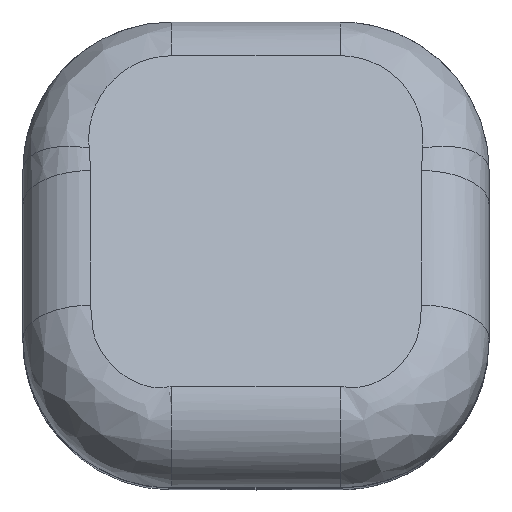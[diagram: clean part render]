
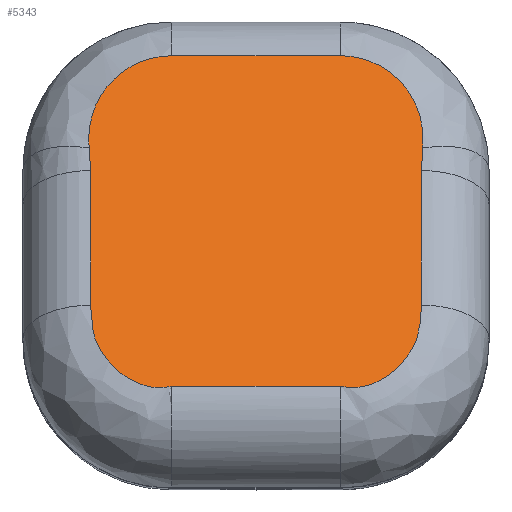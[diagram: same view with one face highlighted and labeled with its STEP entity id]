
A CAD part, top view. The second image highlights one B-rep face of the part: STEP entity #5343.
In plain terms, the highlighted planar face has unit normal (0, 0.5, 0.866).
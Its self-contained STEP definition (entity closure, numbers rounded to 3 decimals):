
#5000 = VERTEX_POINT('',#5001);
#5001 = CARTESIAN_POINT('',(-11.214,26.5,11.802));
#5008 = EDGE_CURVE('',#5000,#5009,#5011,.T.);
#5009 = VERTEX_POINT('',#5010);
#5010 = CARTESIAN_POINT('',(-22.172,14.198,
    18.905));
#5011 = ( BOUNDED_CURVE() B_SPLINE_CURVE(8,(#5012,#5013,#5014,#5015,
    #5016,#5017,#5018,#5019,#5020),.UNSPECIFIED.,.F.,.F.) 
B_SPLINE_CURVE_WITH_KNOTS((9,9),(197.232,225.957),
.PIECEWISE_BEZIER_KNOTS.) CURVE() GEOMETRIC_REPRESENTATION_ITEM() 
RATIONAL_B_SPLINE_CURVE((1.,1.,1.,1.,1.,1.,1.,1.,1.)) 
REPRESENTATION_ITEM('') );
#5012 = CARTESIAN_POINT('',(-11.214,26.5,11.802));
#5013 = CARTESIAN_POINT('',(-13.533,26.5,11.802));
#5014 = CARTESIAN_POINT('',(-15.852,25.942,
    12.124));
#5015 = CARTESIAN_POINT('',(-18.015,24.827,
    12.768));
#5016 = CARTESIAN_POINT('',(-19.863,23.207,
    13.704));
#5017 = CARTESIAN_POINT('',(-21.269,21.186,
    14.871));
#5018 = CARTESIAN_POINT('',(-22.141,18.896,
    16.193));
#5019 = CARTESIAN_POINT('',(-22.43,16.509,
    17.571));
#5020 = CARTESIAN_POINT('',(-22.172,14.198,
    18.905));
#5214 = EDGE_CURVE('',#5009,#5215,#5217,.T.);
#5215 = VERTEX_POINT('',#5216);
#5216 = CARTESIAN_POINT('',(-22.,11.214,20.628));
#5217 = ( BOUNDED_CURVE() B_SPLINE_CURVE(5,(#5218,#5219,#5220,#5221,
#5222,#5223),.UNSPECIFIED.,.F.,.F.) B_SPLINE_CURVE_WITH_KNOTS((6,6),(
225.957,230.759),.PIECEWISE_BEZIER_KNOTS.) CURVE() 
GEOMETRIC_REPRESENTATION_ITEM() RATIONAL_B_SPLINE_CURVE((1.,1.,1.,1.,1.,
1.)) REPRESENTATION_ITEM('') );
#5218 = CARTESIAN_POINT('',(-22.172,14.198,
    18.905));
#5219 = CARTESIAN_POINT('',(-22.103,13.58,
    19.261));
#5220 = CARTESIAN_POINT('',(-22.051,12.979,
    19.609));
#5221 = CARTESIAN_POINT('',(-22.017,12.387,
    19.95));
#5222 = CARTESIAN_POINT('',(-22.,11.801,20.289));
#5223 = CARTESIAN_POINT('',(-22.,11.214,20.628));
#5256 = EDGE_CURVE('',#5215,#5257,#5259,.T.);
#5257 = VERTEX_POINT('',#5258);
#5258 = CARTESIAN_POINT('',(-22.,-6.714,30.978));
#5259 = LINE('',#5260,#5261);
#5260 = CARTESIAN_POINT('',(-22.,11.214,20.628));
#5261 = VECTOR('',#5262,1.);
#5262 = DIRECTION('',(0.,-0.866,0.5));
#5324 = VERTEX_POINT('',#5325);
#5325 = CARTESIAN_POINT('',(11.214,26.5,11.802));
#5331 = EDGE_CURVE('',#5324,#5000,#5332,.T.);
#5332 = LINE('',#5333,#5334);
#5333 = CARTESIAN_POINT('',(11.214,26.5,11.802));
#5334 = VECTOR('',#5335,1.);
#5335 = DIRECTION('',(-1.,0.,0.));
#5343 = ADVANCED_FACE('',(#5344),#5443,.F.);
#5344 = FACE_BOUND('',#5345,.F.);
#5345 = EDGE_LOOP('',(#5346,#5347,#5348,#5349,#5350,#5364,#5375,#5383,
    #5410,#5418));
#5346 = ORIENTED_EDGE('',*,*,#5256,.F.);
#5347 = ORIENTED_EDGE('',*,*,#5214,.F.);
#5348 = ORIENTED_EDGE('',*,*,#5008,.F.);
#5349 = ORIENTED_EDGE('',*,*,#5331,.F.);
#5350 = ORIENTED_EDGE('',*,*,#5351,.F.);
#5351 = EDGE_CURVE('',#5352,#5324,#5354,.T.);
#5352 = VERTEX_POINT('',#5353);
#5353 = CARTESIAN_POINT('',(22.172,14.198,
    18.905));
#5354 = ( BOUNDED_CURVE() B_SPLINE_CURVE(8,(#5355,#5356,#5357,#5358,
    #5359,#5360,#5361,#5362,#5363),.UNSPECIFIED.,.F.,.F.) 
B_SPLINE_CURVE_WITH_KNOTS((9,9),(146.079,174.804),
.PIECEWISE_BEZIER_KNOTS.) CURVE() GEOMETRIC_REPRESENTATION_ITEM() 
RATIONAL_B_SPLINE_CURVE((1.,1.,1.,1.,1.,1.,1.,1.,1.)) 
REPRESENTATION_ITEM('') );
#5355 = CARTESIAN_POINT('',(22.172,14.198,
    18.905));
#5356 = CARTESIAN_POINT('',(22.43,16.509,
    17.571));
#5357 = CARTESIAN_POINT('',(22.141,18.896,
    16.193));
#5358 = CARTESIAN_POINT('',(21.269,21.186,
    14.871));
#5359 = CARTESIAN_POINT('',(19.863,23.207,
    13.704));
#5360 = CARTESIAN_POINT('',(18.015,24.827,
    12.768));
#5361 = CARTESIAN_POINT('',(15.852,25.942,
    12.124));
#5362 = CARTESIAN_POINT('',(13.533,26.5,11.802));
#5363 = CARTESIAN_POINT('',(11.214,26.5,11.802));
#5364 = ORIENTED_EDGE('',*,*,#5365,.F.);
#5365 = EDGE_CURVE('',#5366,#5352,#5368,.T.);
#5366 = VERTEX_POINT('',#5367);
#5367 = CARTESIAN_POINT('',(22.,11.214,20.628));
#5368 = ( BOUNDED_CURVE() B_SPLINE_CURVE(5,(#5369,#5370,#5371,#5372,
#5373,#5374),.UNSPECIFIED.,.F.,.F.) B_SPLINE_CURVE_WITH_KNOTS((6,6),(
141.277,146.079),.PIECEWISE_BEZIER_KNOTS.) CURVE() 
GEOMETRIC_REPRESENTATION_ITEM() RATIONAL_B_SPLINE_CURVE((1.,1.,1.,1.,1.,
1.)) REPRESENTATION_ITEM('') );
#5369 = CARTESIAN_POINT('',(22.,11.214,20.628));
#5370 = CARTESIAN_POINT('',(22.,11.801,20.289));
#5371 = CARTESIAN_POINT('',(22.017,12.387,
    19.95));
#5372 = CARTESIAN_POINT('',(22.051,12.979,
    19.609));
#5373 = CARTESIAN_POINT('',(22.103,13.58,
    19.261));
#5374 = CARTESIAN_POINT('',(22.172,14.198,
    18.905));
#5375 = ORIENTED_EDGE('',*,*,#5376,.F.);
#5376 = EDGE_CURVE('',#5377,#5366,#5379,.T.);
#5377 = VERTEX_POINT('',#5378);
#5378 = CARTESIAN_POINT('',(22.,-6.714,30.978));
#5379 = LINE('',#5380,#5381);
#5380 = CARTESIAN_POINT('',(22.,-11.214,33.576));
#5381 = VECTOR('',#5382,1.);
#5382 = DIRECTION('',(0.,0.866,-0.5));
#5383 = ORIENTED_EDGE('',*,*,#5384,.F.);
#5384 = EDGE_CURVE('',#5385,#5377,#5387,.T.);
#5385 = VERTEX_POINT('',#5386);
#5386 = CARTESIAN_POINT('',(11.214,-17.5,37.206));
#5387 = ( BOUNDED_CURVE() B_SPLINE_CURVE(11,(#5388,#5389,#5390,#5391,
    #5392,#5393,#5394,#5395,#5396,#5397,#5398,#5399,#5400,#5401,#5402,
    #5403,#5404,#5405,#5406,#5407,#5408,#5409),.UNSPECIFIED.,.F.,.F.) 
B_SPLINE_CURVE_WITH_KNOTS((12,10,12),(81.852,115.678,
120.576),.UNSPECIFIED.) CURVE() GEOMETRIC_REPRESENTATION_ITEM() 
RATIONAL_B_SPLINE_CURVE((1.,1.,1.,1.,1.,1.,1.,1.,1.,1.,1.,1.,1.,1.,1.,1.
,1.,1.,1.,1.,1.,1.)) REPRESENTATION_ITEM('') );
#5388 = CARTESIAN_POINT('',(11.214,-17.5,37.206));
#5389 = CARTESIAN_POINT('',(11.469,-17.5,37.206));
#5390 = CARTESIAN_POINT('',(11.724,-17.57,
    37.246));
#5391 = CARTESIAN_POINT('',(12.118,-17.71,
    37.327));
#5392 = CARTESIAN_POINT('',(12.801,-17.859,
    37.413));
#5393 = CARTESIAN_POINT('',(13.823,-17.887,
    37.429));
#5394 = CARTESIAN_POINT('',(15.234,-17.67,
    37.304));
#5395 = CARTESIAN_POINT('',(16.765,-17.012,36.924)
  );
#5396 = CARTESIAN_POINT('',(18.248,-16.022,
    36.352));
#5397 = CARTESIAN_POINT('',(19.598,-14.689,
    35.583));
#5398 = CARTESIAN_POINT('',(20.691,-13.047,
    34.635));
#5399 = CARTESIAN_POINT('',(21.519,-10.846,
    33.364));
#5400 = CARTESIAN_POINT('',(21.619,-10.429,
    33.123));
#5401 = CARTESIAN_POINT('',(21.703,-9.998,
    32.875));
#5402 = CARTESIAN_POINT('',(21.779,-9.58,
    32.633));
#5403 = CARTESIAN_POINT('',(21.842,-9.168,
    32.396));
#5404 = CARTESIAN_POINT('',(21.894,-8.759,
    32.159));
#5405 = CARTESIAN_POINT('',(21.937,-8.35,
    31.923));
#5406 = CARTESIAN_POINT('',(21.968,-7.941,
    31.687));
#5407 = CARTESIAN_POINT('',(21.99,-7.532,
    31.451));
#5408 = CARTESIAN_POINT('',(22.,-7.123,31.215));
#5409 = CARTESIAN_POINT('',(22.,-6.714,30.978));
#5410 = ORIENTED_EDGE('',*,*,#5411,.F.);
#5411 = EDGE_CURVE('',#5412,#5385,#5414,.T.);
#5412 = VERTEX_POINT('',#5413);
#5413 = CARTESIAN_POINT('',(-11.214,-17.5,37.206));
#5414 = LINE('',#5415,#5416);
#5415 = CARTESIAN_POINT('',(-11.214,-17.5,37.206));
#5416 = VECTOR('',#5417,1.);
#5417 = DIRECTION('',(1.,0.,0.));
#5418 = ORIENTED_EDGE('',*,*,#5419,.F.);
#5419 = EDGE_CURVE('',#5257,#5412,#5420,.T.);
#5420 = ( BOUNDED_CURVE() B_SPLINE_CURVE(11,(#5421,#5422,#5423,#5424,
    #5425,#5426,#5427,#5428,#5429,#5430,#5431,#5432,#5433,#5434,#5435,
    #5436,#5437,#5438,#5439,#5440,#5441,#5442),.UNSPECIFIED.,.F.,.F.) 
B_SPLINE_CURVE_WITH_KNOTS((12,10,12),(20.701,25.599,
59.425),.UNSPECIFIED.) CURVE() GEOMETRIC_REPRESENTATION_ITEM() 
RATIONAL_B_SPLINE_CURVE((1.,1.,1.,1.,1.,1.,1.,1.,1.,1.,1.,1.,1.,1.,1.,1.
,1.,1.,1.,1.,1.,1.)) REPRESENTATION_ITEM('') );
#5421 = CARTESIAN_POINT('',(-22.,-6.714,30.978));
#5422 = CARTESIAN_POINT('',(-22.,-7.123,31.215));
#5423 = CARTESIAN_POINT('',(-21.99,-7.532,
    31.451));
#5424 = CARTESIAN_POINT('',(-21.968,-7.941,
    31.687));
#5425 = CARTESIAN_POINT('',(-21.937,-8.35,
    31.923));
#5426 = CARTESIAN_POINT('',(-21.894,-8.759,
    32.159));
#5427 = CARTESIAN_POINT('',(-21.842,-9.168,
    32.396));
#5428 = CARTESIAN_POINT('',(-21.779,-9.58,
    32.633));
#5429 = CARTESIAN_POINT('',(-21.703,-9.998,
    32.875));
#5430 = CARTESIAN_POINT('',(-21.619,-10.429,
    33.123));
#5431 = CARTESIAN_POINT('',(-21.519,-10.846,
    33.364));
#5432 = CARTESIAN_POINT('',(-20.691,-13.047,
    34.635));
#5433 = CARTESIAN_POINT('',(-19.598,-14.689,
    35.583));
#5434 = CARTESIAN_POINT('',(-18.248,-16.022,
    36.352));
#5435 = CARTESIAN_POINT('',(-16.765,-17.012,
    36.924));
#5436 = CARTESIAN_POINT('',(-15.234,-17.67,
    37.304));
#5437 = CARTESIAN_POINT('',(-13.823,-17.887,
    37.429));
#5438 = CARTESIAN_POINT('',(-12.801,-17.859,
    37.413));
#5439 = CARTESIAN_POINT('',(-12.118,-17.71,
    37.327));
#5440 = CARTESIAN_POINT('',(-11.724,-17.57,
    37.246));
#5441 = CARTESIAN_POINT('',(-11.469,-17.5,37.206));
#5442 = CARTESIAN_POINT('',(-11.214,-17.5,37.206));
#5443 = PLANE('',#5444);
#5444 = AXIS2_PLACEMENT_3D('',#5445,#5446,#5447);
#5445 = CARTESIAN_POINT('',(147.733,-31.,45.));
#5446 = DIRECTION('',(0.,-0.5,-0.866));
#5447 = DIRECTION('',(0.,0.866,-0.5));
